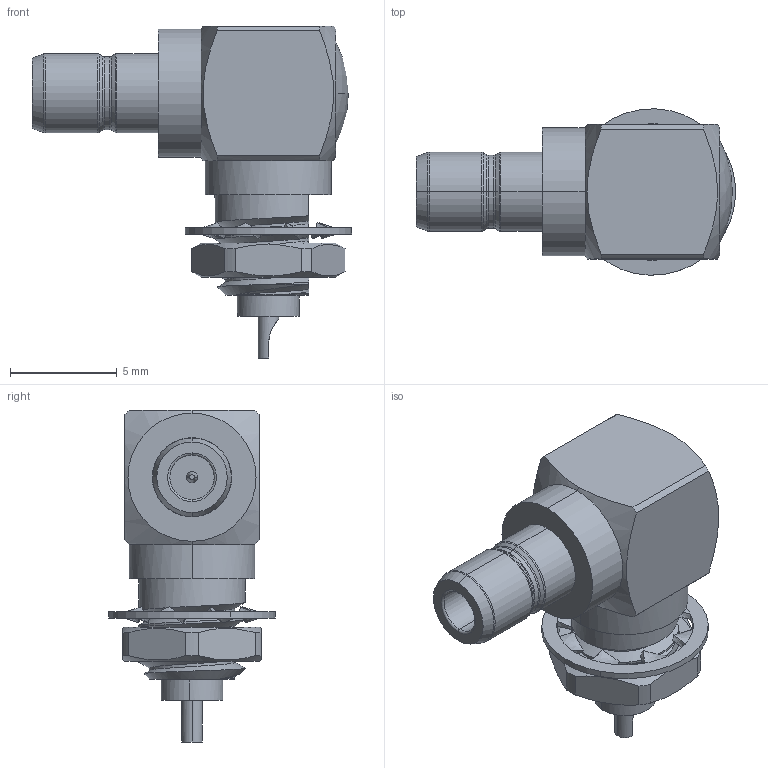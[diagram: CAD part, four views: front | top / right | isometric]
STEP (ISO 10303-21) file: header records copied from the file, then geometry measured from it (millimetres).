
FILE_DESCRIPTION (( 'STEP AP214' ), '1' );
FILE_NAME ('Âèëêà_ÑÐ-50-1-03-Â-Ó-072.STEP', '2018-12-04T08:12:21', ( 'User' ), ( '' ), 'SwSTEP 2.0', 'SolidWorks 2016', '' );
FILE_SCHEMA (( 'AUTOMOTIVE_DESIGN' ));
Length unit declared in the file: millimetre
Products named in the file (1): Âèëêà_ÑÐ-50-1-03-Â-Ó-072
Bounding box: 14.95 x 7.79 x 15.55 mm (x, y, z)
Volume: 519.5 mm3; surface area: 650.5 mm2
Topology: 3 solids, 3 shells, 183 faces, 465 edges, 293 vertices
Faces by surface type: cylinder 61, bspline 53, plane 30, cone 25, torus 12, sphere 2
Entity records: 12168 total; most frequent: CARTESIAN_POINT 6209, ORIENTED_EDGE 926, DIRECTION 660, EDGE_CURVE 463, VERTEX_POINT 293, AXIS2_PLACEMENT_3D 272, EDGE_LOOP 194, UNCERTAINTY_MEASURE_WITH_UNIT 188
